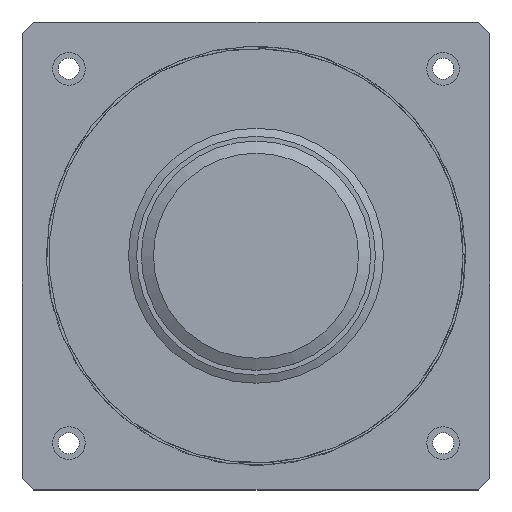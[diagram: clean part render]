
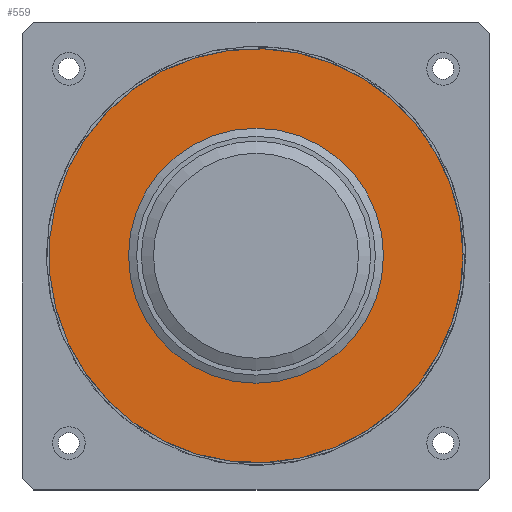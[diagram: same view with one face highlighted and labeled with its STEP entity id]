
A CAD part, top view. The second image highlights one B-rep face of the part: STEP entity #559.
In plain terms, the highlighted planar face has unit normal (0, 0, 1).
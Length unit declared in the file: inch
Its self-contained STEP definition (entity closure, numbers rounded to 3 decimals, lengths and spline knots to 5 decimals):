
#81=PLANE('',#647);
#119=FACE_BOUND('',#228,.T.);
#156=FACE_OUTER_BOUND('',#227,.T.);
#227=EDGE_LOOP('',(#470));
#228=EDGE_LOOP('',(#471));
#232=CIRCLE('',#585,1.72456);
#259=CIRCLE('',#646,3.48425);
#263=VERTEX_POINT('',#819);
#306=VERTEX_POINT('',#947);
#310=EDGE_CURVE('',#263,#263,#232,.T.);
#361=EDGE_CURVE('',#306,#306,#259,.T.);
#470=ORIENTED_EDGE('',*,*,#361,.T.);
#471=ORIENTED_EDGE('',*,*,#310,.T.);
#559=ADVANCED_FACE('',(#156,#119),#81,.T.);
#585=AXIS2_PLACEMENT_3D('',#820,#660,#661);
#646=AXIS2_PLACEMENT_3D('',#948,#806,#807);
#647=AXIS2_PLACEMENT_3D('',#949,#808,#809);
#660=DIRECTION('center_axis',(0.,0.,
-1.));
#661=DIRECTION('ref_axis',(-1.,0.,0.));
#806=DIRECTION('center_axis',(0.,0.,
1.));
#807=DIRECTION('ref_axis',(-0.669,0.743,0.));
#808=DIRECTION('center_axis',(0.,0.,
1.));
#809=DIRECTION('ref_axis',(0.669,-0.743,0.));
#819=CARTESIAN_POINT('',(-16.14228,16.43493,7.29234));
#820=CARTESIAN_POINT('Origin',(-17.86684,16.43493,7.29234));
#947=CARTESIAN_POINT('',(-15.53542,13.84562,7.29234));
#948=CARTESIAN_POINT('Origin',(-17.86684,16.43493,7.29234));
#949=CARTESIAN_POINT('Origin',(-17.86684,16.43493,7.29234));
